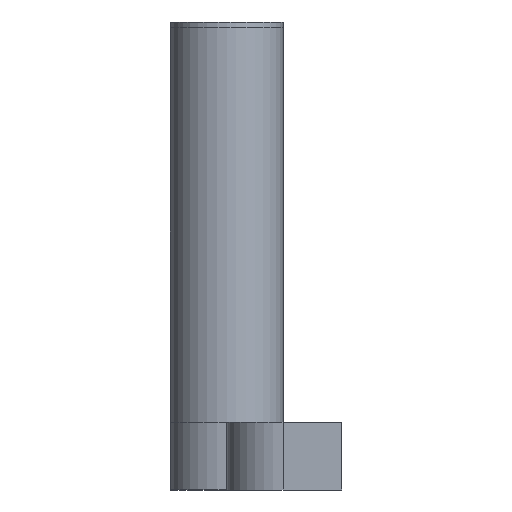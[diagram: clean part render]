
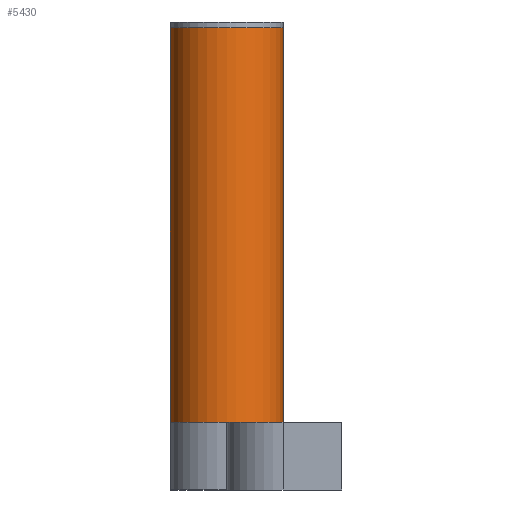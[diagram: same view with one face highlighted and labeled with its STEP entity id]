
A CAD part, left-side view. The second image highlights one B-rep face of the part: STEP entity #5430.
In plain terms, the highlighted cylindrical face has radius 5 mm (diameter 10 mm), a partial arc.
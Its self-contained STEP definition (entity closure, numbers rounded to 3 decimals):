
#1747 = VERTEX_POINT('',#1748);
#1748 = CARTESIAN_POINT('',(-15.,5.,6.));
#1762 = CYLINDRICAL_SURFACE('',#1763,5.);
#1763 = AXIS2_PLACEMENT_3D('',#1764,#1765,#1766);
#1764 = CARTESIAN_POINT('',(-10.,5.,0.));
#1765 = DIRECTION('',(0.,0.,-1.));
#1766 = DIRECTION('',(1.,0.,0.));
#1832 = PLANE('',#1833);
#1833 = AXIS2_PLACEMENT_3D('',#1834,#1835,#1836);
#1834 = CARTESIAN_POINT('',(-10.,10.,6.));
#1835 = DIRECTION('',(0.,0.,-1.));
#1836 = DIRECTION('',(-1.,0.,0.));
#2316 = VERTEX_POINT('',#2317);
#2317 = CARTESIAN_POINT('',(-10.,0.,6.));
#2354 = PLANE('',#2355);
#2355 = AXIS2_PLACEMENT_3D('',#2356,#2357,#2358);
#2356 = CARTESIAN_POINT('',(-10.,0.,6.));
#2357 = DIRECTION('',(0.,1.,0.));
#2358 = DIRECTION('',(1.,0.,0.));
#4840 = VERTEX_POINT('',#4841);
#4841 = CARTESIAN_POINT('',(-10.,10.,6.));
#4862 = EDGE_CURVE('',#4840,#1747,#4863,.T.);
#4863 = SURFACE_CURVE('',#4864,(#4869,#4876),.PCURVE_S1.);
#4864 = CIRCLE('',#4865,5.);
#4865 = AXIS2_PLACEMENT_3D('',#4866,#4867,#4868);
#4866 = CARTESIAN_POINT('',(-10.,5.,6.));
#4867 = DIRECTION('',(0.,0.,1.));
#4868 = DIRECTION('',(1.,0.,0.));
#4869 = PCURVE('',#1762,#4870);
#4870 = DEFINITIONAL_REPRESENTATION('',(#4871),#4875);
#4871 = LINE('',#4872,#4873);
#4872 = CARTESIAN_POINT('',(0.,-6.));
#4873 = VECTOR('',#4874,1.);
#4874 = DIRECTION('',(-1.,0.));
#4875 = ( GEOMETRIC_REPRESENTATION_CONTEXT(2) 
PARAMETRIC_REPRESENTATION_CONTEXT() REPRESENTATION_CONTEXT('2D SPACE',''
  ) );
#4876 = PCURVE('',#4877,#4882);
#4877 = CYLINDRICAL_SURFACE('',#4878,5.);
#4878 = AXIS2_PLACEMENT_3D('',#4879,#4880,#4881);
#4879 = CARTESIAN_POINT('',(-10.,5.,6.));
#4880 = DIRECTION('',(0.,0.,-1.));
#4881 = DIRECTION('',(1.,0.,0.));
#4882 = DEFINITIONAL_REPRESENTATION('',(#4883),#4887);
#4883 = LINE('',#4884,#4885);
#4884 = CARTESIAN_POINT('',(0.,0.));
#4885 = VECTOR('',#4886,1.);
#4886 = DIRECTION('',(-1.,0.));
#4887 = ( GEOMETRIC_REPRESENTATION_CONTEXT(2) 
PARAMETRIC_REPRESENTATION_CONTEXT() REPRESENTATION_CONTEXT('2D SPACE',''
  ) );
#4895 = EDGE_CURVE('',#1747,#2316,#4896,.T.);
#4896 = SURFACE_CURVE('',#4897,(#4902,#4913),.PCURVE_S1.);
#4897 = CIRCLE('',#4898,5.);
#4898 = AXIS2_PLACEMENT_3D('',#4899,#4900,#4901);
#4899 = CARTESIAN_POINT('',(-10.,5.,6.));
#4900 = DIRECTION('',(0.,0.,1.));
#4901 = DIRECTION('',(1.,0.,0.));
#4902 = PCURVE('',#1832,#4903);
#4903 = DEFINITIONAL_REPRESENTATION('',(#4904),#4912);
#4904 = ( BOUNDED_CURVE() B_SPLINE_CURVE(2,(#4905,#4906,#4907,#4908,
#4909,#4910,#4911),.UNSPECIFIED.,.T.,.F.) B_SPLINE_CURVE_WITH_KNOTS((1,2
    ,2,2,2,1),(-2.094,0.,2.094,4.189,
6.283,8.378),.UNSPECIFIED.) CURVE() 
GEOMETRIC_REPRESENTATION_ITEM() RATIONAL_B_SPLINE_CURVE((1.,0.5,1.,0.5,
1.,0.5,1.)) REPRESENTATION_ITEM('') );
#4905 = CARTESIAN_POINT('',(-5.,-5.));
#4906 = CARTESIAN_POINT('',(-5.,3.66));
#4907 = CARTESIAN_POINT('',(2.5,-0.67));
#4908 = CARTESIAN_POINT('',(10.,-5.));
#4909 = CARTESIAN_POINT('',(2.5,-9.33));
#4910 = CARTESIAN_POINT('',(-5.,-13.66));
#4911 = CARTESIAN_POINT('',(-5.,-5.));
#4912 = ( GEOMETRIC_REPRESENTATION_CONTEXT(2) 
PARAMETRIC_REPRESENTATION_CONTEXT() REPRESENTATION_CONTEXT('2D SPACE',''
  ) );
#4913 = PCURVE('',#4877,#4914);
#4914 = DEFINITIONAL_REPRESENTATION('',(#4915),#4919);
#4915 = LINE('',#4916,#4917);
#4916 = CARTESIAN_POINT('',(0.,0.));
#4917 = VECTOR('',#4918,1.);
#4918 = DIRECTION('',(-1.,0.));
#4919 = ( GEOMETRIC_REPRESENTATION_CONTEXT(2) 
PARAMETRIC_REPRESENTATION_CONTEXT() REPRESENTATION_CONTEXT('2D SPACE',''
  ) );
#4946 = PLANE('',#4947);
#4947 = AXIS2_PLACEMENT_3D('',#4948,#4949,#4950);
#4948 = CARTESIAN_POINT('',(-10.,10.,6.));
#4949 = DIRECTION('',(0.,1.,0.));
#4950 = DIRECTION('',(1.,0.,0.));
#5111 = EDGE_CURVE('',#2316,#5112,#5114,.T.);
#5112 = VERTEX_POINT('',#5113);
#5113 = CARTESIAN_POINT('',(-10.,0.,41.));
#5114 = SURFACE_CURVE('',#5115,(#5119,#5126),.PCURVE_S1.);
#5115 = LINE('',#5116,#5117);
#5116 = CARTESIAN_POINT('',(-10.,0.,6.));
#5117 = VECTOR('',#5118,1.);
#5118 = DIRECTION('',(0.,0.,1.));
#5119 = PCURVE('',#2354,#5120);
#5120 = DEFINITIONAL_REPRESENTATION('',(#5121),#5125);
#5121 = LINE('',#5122,#5123);
#5122 = CARTESIAN_POINT('',(0.,0.));
#5123 = VECTOR('',#5124,1.);
#5124 = DIRECTION('',(0.,-1.));
#5125 = ( GEOMETRIC_REPRESENTATION_CONTEXT(2) 
PARAMETRIC_REPRESENTATION_CONTEXT() REPRESENTATION_CONTEXT('2D SPACE',''
  ) );
#5126 = PCURVE('',#4877,#5127);
#5127 = DEFINITIONAL_REPRESENTATION('',(#5128),#5132);
#5128 = LINE('',#5129,#5130);
#5129 = CARTESIAN_POINT('',(-4.712,0.));
#5130 = VECTOR('',#5131,1.);
#5131 = DIRECTION('',(0.,-1.));
#5132 = ( GEOMETRIC_REPRESENTATION_CONTEXT(2) 
PARAMETRIC_REPRESENTATION_CONTEXT() REPRESENTATION_CONTEXT('2D SPACE',''
  ) );
#5430 = ADVANCED_FACE('',(#5431),#4877,.T.);
#5431 = FACE_BOUND('',#5432,.F.);
#5432 = EDGE_LOOP('',(#5433,#5456,#5483,#5484,#5485));
#5433 = ORIENTED_EDGE('',*,*,#5434,.T.);
#5434 = EDGE_CURVE('',#4840,#5435,#5437,.T.);
#5435 = VERTEX_POINT('',#5436);
#5436 = CARTESIAN_POINT('',(-10.,10.,41.));
#5437 = SURFACE_CURVE('',#5438,(#5442,#5449),.PCURVE_S1.);
#5438 = LINE('',#5439,#5440);
#5439 = CARTESIAN_POINT('',(-10.,10.,6.));
#5440 = VECTOR('',#5441,1.);
#5441 = DIRECTION('',(0.,0.,1.));
#5442 = PCURVE('',#4877,#5443);
#5443 = DEFINITIONAL_REPRESENTATION('',(#5444),#5448);
#5444 = LINE('',#5445,#5446);
#5445 = CARTESIAN_POINT('',(-1.571,0.));
#5446 = VECTOR('',#5447,1.);
#5447 = DIRECTION('',(0.,-1.));
#5448 = ( GEOMETRIC_REPRESENTATION_CONTEXT(2) 
PARAMETRIC_REPRESENTATION_CONTEXT() REPRESENTATION_CONTEXT('2D SPACE',''
  ) );
#5449 = PCURVE('',#4946,#5450);
#5450 = DEFINITIONAL_REPRESENTATION('',(#5451),#5455);
#5451 = LINE('',#5452,#5453);
#5452 = CARTESIAN_POINT('',(0.,0.));
#5453 = VECTOR('',#5454,1.);
#5454 = DIRECTION('',(0.,-1.));
#5455 = ( GEOMETRIC_REPRESENTATION_CONTEXT(2) 
PARAMETRIC_REPRESENTATION_CONTEXT() REPRESENTATION_CONTEXT('2D SPACE',''
  ) );
#5456 = ORIENTED_EDGE('',*,*,#5457,.T.);
#5457 = EDGE_CURVE('',#5435,#5112,#5458,.T.);
#5458 = SURFACE_CURVE('',#5459,(#5464,#5471),.PCURVE_S1.);
#5459 = CIRCLE('',#5460,5.);
#5460 = AXIS2_PLACEMENT_3D('',#5461,#5462,#5463);
#5461 = CARTESIAN_POINT('',(-10.,5.,41.));
#5462 = DIRECTION('',(0.,0.,1.));
#5463 = DIRECTION('',(1.,0.,0.));
#5464 = PCURVE('',#4877,#5465);
#5465 = DEFINITIONAL_REPRESENTATION('',(#5466),#5470);
#5466 = LINE('',#5467,#5468);
#5467 = CARTESIAN_POINT('',(0.,-35.));
#5468 = VECTOR('',#5469,1.);
#5469 = DIRECTION('',(-1.,0.));
#5470 = ( GEOMETRIC_REPRESENTATION_CONTEXT(2) 
PARAMETRIC_REPRESENTATION_CONTEXT() REPRESENTATION_CONTEXT('2D SPACE',''
  ) );
#5471 = PCURVE('',#5472,#5477);
#5472 = CYLINDRICAL_SURFACE('',#5473,5.);
#5473 = AXIS2_PLACEMENT_3D('',#5474,#5475,#5476);
#5474 = CARTESIAN_POINT('',(-10.,5.,41.));
#5475 = DIRECTION('',(0.,0.,-1.));
#5476 = DIRECTION('',(1.,0.,0.));
#5477 = DEFINITIONAL_REPRESENTATION('',(#5478),#5482);
#5478 = LINE('',#5479,#5480);
#5479 = CARTESIAN_POINT('',(0.,0.));
#5480 = VECTOR('',#5481,1.);
#5481 = DIRECTION('',(-1.,0.));
#5482 = ( GEOMETRIC_REPRESENTATION_CONTEXT(2) 
PARAMETRIC_REPRESENTATION_CONTEXT() REPRESENTATION_CONTEXT('2D SPACE',''
  ) );
#5483 = ORIENTED_EDGE('',*,*,#5111,.F.);
#5484 = ORIENTED_EDGE('',*,*,#4895,.F.);
#5485 = ORIENTED_EDGE('',*,*,#4862,.F.);
